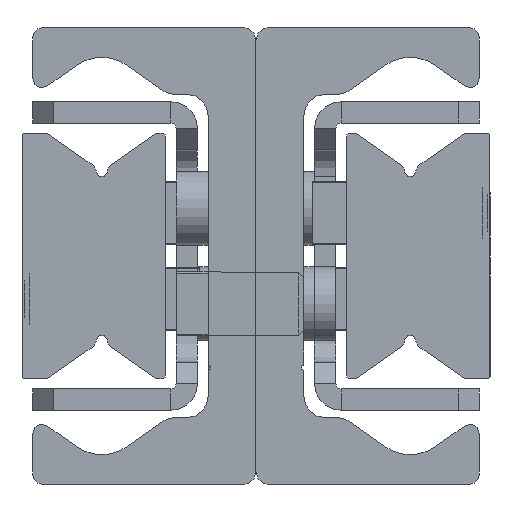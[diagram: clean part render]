
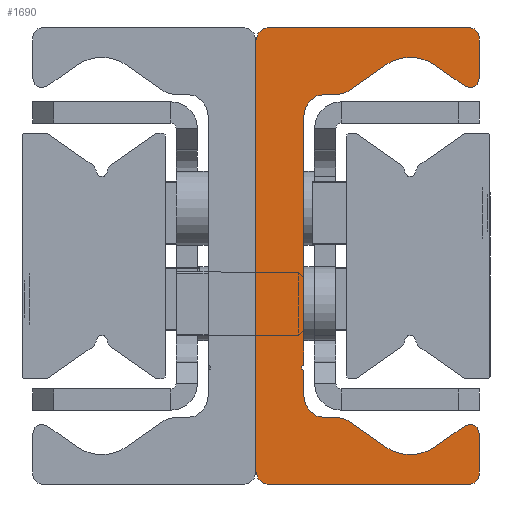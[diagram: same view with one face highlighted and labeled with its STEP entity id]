
A CAD part, left-side view. The second image highlights one B-rep face of the part: STEP entity #1690.
In plain terms, the highlighted planar face has unit normal (-1, 0, 0).
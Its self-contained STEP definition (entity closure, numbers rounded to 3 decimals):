
#739=CARTESIAN_POINT('',(0.0,9.25,-21.5));
#740=VERTEX_POINT('',#739);
#747=CARTESIAN_POINT('',(0.0,10.5,-20.25));
#748=VERTEX_POINT('',#747);
#749=CARTESIAN_POINT('',(0.0,9.25,-20.25));
#750=DIRECTION('',(1.0,0.0,0.0));
#751=DIRECTION('',(0.0,0.0,-1.0));
#752=AXIS2_PLACEMENT_3D('',#749,#750,#751);
#753=CIRCLE('',#752,1.25);
#754=EDGE_CURVE('',#740,#748,#753,.T.);
#778=CARTESIAN_POINT('',(0.0,-9.5,-21.5));
#779=VERTEX_POINT('',#778);
#786=CARTESIAN_POINT('',(0.0,-9.5,-21.5));
#787=DIRECTION('',(0.0,1.0,0.0));
#788=VECTOR('',#787,18.75);
#789=LINE('',#786,#788);
#790=EDGE_CURVE('',#779,#740,#789,.T.);
#810=CARTESIAN_POINT('',(0.0,-10.5,-20.5));
#811=VERTEX_POINT('',#810);
#818=CARTESIAN_POINT('',(0.0,-9.5,-20.5));
#819=DIRECTION('',(1.0,0.0,0.0));
#820=DIRECTION('',(0.0,-1.0,0.0));
#821=AXIS2_PLACEMENT_3D('',#818,#819,#820);
#822=CIRCLE('',#821,1.0);
#823=EDGE_CURVE('',#811,#779,#822,.T.);
#842=CARTESIAN_POINT('',(0.0,-10.5,-16.65));
#843=VERTEX_POINT('',#842);
#850=CARTESIAN_POINT('',(0.0,-10.5,-16.65));
#851=DIRECTION('',(0.0,0.0,-1.0));
#852=VECTOR('',#851,3.85);
#853=LINE('',#850,#852);
#854=EDGE_CURVE('',#843,#811,#853,.T.);
#874=CARTESIAN_POINT('',(0.0,-9.162,-15.954));
#875=VERTEX_POINT('',#874);
#882=CARTESIAN_POINT('',(0.0,-9.65,-16.65));
#883=DIRECTION('',(1.0,0.0,0.0));
#884=DIRECTION('',(0.0,0.574,0.819));
#885=AXIS2_PLACEMENT_3D('',#882,#883,#884);
#886=CIRCLE('',#885,0.85);
#887=EDGE_CURVE('',#875,#843,#886,.T.);
#906=CARTESIAN_POINT('',(0.0,-6.294,-17.962));
#907=VERTEX_POINT('',#906);
#914=CARTESIAN_POINT('',(0.0,-6.294,-17.962));
#915=DIRECTION('',(0.0,-0.819,0.574));
#916=VECTOR('',#915,3.501);
#917=LINE('',#914,#916);
#918=EDGE_CURVE('',#907,#875,#917,.T.);
#938=CARTESIAN_POINT('',(0.0,-1.706,-17.962));
#939=VERTEX_POINT('',#938);
#946=CARTESIAN_POINT('',(0.0,-4.,-14.685));
#947=DIRECTION('',(-1.0,0.0,0.0));
#948=DIRECTION('',(0.0,0.574,0.819));
#949=AXIS2_PLACEMENT_3D('',#946,#947,#948);
#950=CIRCLE('',#949,4.0);
#951=EDGE_CURVE('',#939,#907,#950,.T.);
#970=CARTESIAN_POINT('',(0.0,1.722,-15.562));
#971=VERTEX_POINT('',#970);
#978=CARTESIAN_POINT('',(0.0,1.722,-15.562));
#979=DIRECTION('',(0.0,-0.819,-0.574));
#980=VECTOR('',#979,4.185);
#981=LINE('',#978,#980);
#982=EDGE_CURVE('',#971,#939,#981,.T.);
#1002=CARTESIAN_POINT('',(0.0,2.869,-15.2));
#1003=VERTEX_POINT('',#1002);
#1010=CARTESIAN_POINT('',(0.0,2.869,-17.2));
#1011=DIRECTION('',(1.0,0.0,0.0));
#1012=DIRECTION('',(0.0,0.0,1.0));
#1013=AXIS2_PLACEMENT_3D('',#1010,#1011,#1012);
#1014=CIRCLE('',#1013,2.0);
#1015=EDGE_CURVE('',#1003,#971,#1014,.T.);
#1034=CARTESIAN_POINT('',(0.0,4.,-15.2));
#1035=VERTEX_POINT('',#1034);
#1042=CARTESIAN_POINT('',(0.0,4.,-15.2));
#1043=DIRECTION('',(0.0,-1.0,0.0));
#1044=VECTOR('',#1043,1.131);
#1045=LINE('',#1042,#1044);
#1046=EDGE_CURVE('',#1035,#1003,#1045,.T.);
#1066=CARTESIAN_POINT('',(0.0,6.,-13.2));
#1067=VERTEX_POINT('',#1066);
#1074=CARTESIAN_POINT('',(0.0,4.,-13.2));
#1075=DIRECTION('',(-1.0,0.0,0.0));
#1076=DIRECTION('',(0.0,0.0,1.0));
#1077=AXIS2_PLACEMENT_3D('',#1074,#1075,#1076);
#1078=CIRCLE('',#1077,2.0);
#1079=EDGE_CURVE('',#1067,#1035,#1078,.T.);
#1098=CARTESIAN_POINT('',(0.0,6.,-10.75));
#1099=VERTEX_POINT('',#1098);
#1106=CARTESIAN_POINT('',(0.0,6.,-10.75));
#1107=DIRECTION('',(0.0,0.0,-1.0));
#1108=VECTOR('',#1107,2.45);
#1109=LINE('',#1106,#1108);
#1110=EDGE_CURVE('',#1099,#1067,#1109,.T.);
#1130=CARTESIAN_POINT('',(0.0,6.,-10.25));
#1131=VERTEX_POINT('',#1130);
#1138=CARTESIAN_POINT('',(0.0,6.,-10.5));
#1139=DIRECTION('',(-1.0,0.0,0.0));
#1140=DIRECTION('',(0.0,0.0,1.0));
#1141=AXIS2_PLACEMENT_3D('',#1138,#1139,#1140);
#1142=CIRCLE('',#1141,0.25);
#1143=EDGE_CURVE('',#1131,#1099,#1142,.T.);
#1162=CARTESIAN_POINT('',(0.0,6.,13.2));
#1163=VERTEX_POINT('',#1162);
#1170=CARTESIAN_POINT('',(0.0,6.,13.2));
#1171=DIRECTION('',(0.0,0.0,-1.0));
#1172=VECTOR('',#1171,23.45);
#1173=LINE('',#1170,#1172);
#1174=EDGE_CURVE('',#1163,#1131,#1173,.T.);
#1245=CARTESIAN_POINT('',(0.0,4.,15.2));
#1246=VERTEX_POINT('',#1245);
#1253=CARTESIAN_POINT('',(0.0,4.,13.2));
#1254=DIRECTION('',(-1.0,0.0,0.0));
#1255=DIRECTION('',(0.0,-1.0,0.0));
#1256=AXIS2_PLACEMENT_3D('',#1253,#1254,#1255);
#1257=CIRCLE('',#1256,2.);
#1258=EDGE_CURVE('',#1246,#1163,#1257,.T.);
#1277=CARTESIAN_POINT('',(0.0,2.869,15.2));
#1278=VERTEX_POINT('',#1277);
#1285=CARTESIAN_POINT('',(0.0,2.869,15.2));
#1286=DIRECTION('',(0.0,1.0,0.0));
#1287=VECTOR('',#1286,1.131);
#1288=LINE('',#1285,#1287);
#1289=EDGE_CURVE('',#1278,#1246,#1288,.T.);
#1309=CARTESIAN_POINT('',(0.0,1.722,15.562));
#1310=VERTEX_POINT('',#1309);
#1317=CARTESIAN_POINT('',(0.0,2.869,17.2));
#1318=DIRECTION('',(1.0,0.0,0.0));
#1319=DIRECTION('',(0.0,-0.574,-0.819));
#1320=AXIS2_PLACEMENT_3D('',#1317,#1318,#1319);
#1321=CIRCLE('',#1320,2.0);
#1322=EDGE_CURVE('',#1310,#1278,#1321,.T.);
#1341=CARTESIAN_POINT('',(0.0,-1.706,17.962));
#1342=VERTEX_POINT('',#1341);
#1349=CARTESIAN_POINT('',(0.0,-1.706,17.962));
#1350=DIRECTION('',(0.0,0.819,-0.574));
#1351=VECTOR('',#1350,4.185);
#1352=LINE('',#1349,#1351);
#1353=EDGE_CURVE('',#1342,#1310,#1352,.T.);
#1373=CARTESIAN_POINT('',(0.0,-6.294,17.962));
#1374=VERTEX_POINT('',#1373);
#1381=CARTESIAN_POINT('',(0.0,-4.,14.685));
#1382=DIRECTION('',(-1.0,0.0,0.0));
#1383=DIRECTION('',(0.0,-0.574,-0.819));
#1384=AXIS2_PLACEMENT_3D('',#1381,#1382,#1383);
#1385=CIRCLE('',#1384,4.0);
#1386=EDGE_CURVE('',#1374,#1342,#1385,.T.);
#1405=CARTESIAN_POINT('',(0.0,-9.162,15.954));
#1406=VERTEX_POINT('',#1405);
#1413=CARTESIAN_POINT('',(0.0,-9.162,15.954));
#1414=DIRECTION('',(0.0,0.819,0.574));
#1415=VECTOR('',#1414,3.501);
#1416=LINE('',#1413,#1415);
#1417=EDGE_CURVE('',#1406,#1374,#1416,.T.);
#1437=CARTESIAN_POINT('',(0.0,-10.5,16.65));
#1438=VERTEX_POINT('',#1437);
#1445=CARTESIAN_POINT('',(0.0,-9.65,16.65));
#1446=DIRECTION('',(1.0,0.0,0.0));
#1447=DIRECTION('',(0.0,-1.0,0.0));
#1448=AXIS2_PLACEMENT_3D('',#1445,#1446,#1447);
#1449=CIRCLE('',#1448,0.85);
#1450=EDGE_CURVE('',#1438,#1406,#1449,.T.);
#1469=CARTESIAN_POINT('',(0.0,-10.5,20.5));
#1470=VERTEX_POINT('',#1469);
#1477=CARTESIAN_POINT('',(0.0,-10.5,20.5));
#1478=DIRECTION('',(0.0,0.0,-1.0));
#1479=VECTOR('',#1478,3.85);
#1480=LINE('',#1477,#1479);
#1481=EDGE_CURVE('',#1470,#1438,#1480,.T.);
#1501=CARTESIAN_POINT('',(0.0,-9.5,21.5));
#1502=VERTEX_POINT('',#1501);
#1509=CARTESIAN_POINT('',(0.0,-9.5,20.5));
#1510=DIRECTION('',(1.0,0.0,0.0));
#1511=DIRECTION('',(0.0,0.0,1.0));
#1512=AXIS2_PLACEMENT_3D('',#1509,#1510,#1511);
#1513=CIRCLE('',#1512,1.0);
#1514=EDGE_CURVE('',#1502,#1470,#1513,.T.);
#1533=CARTESIAN_POINT('',(0.0,9.25,21.5));
#1534=VERTEX_POINT('',#1533);
#1541=CARTESIAN_POINT('',(0.0,9.25,21.5));
#1542=DIRECTION('',(0.0,-1.0,0.0));
#1543=VECTOR('',#1542,18.75);
#1544=LINE('',#1541,#1543);
#1545=EDGE_CURVE('',#1534,#1502,#1544,.T.);
#1565=CARTESIAN_POINT('',(0.0,10.5,20.25));
#1566=VERTEX_POINT('',#1565);
#1573=CARTESIAN_POINT('',(0.0,9.25,20.25));
#1574=DIRECTION('',(1.0,0.0,0.0));
#1575=DIRECTION('',(0.0,1.0,0.0));
#1576=AXIS2_PLACEMENT_3D('',#1573,#1574,#1575);
#1577=CIRCLE('',#1576,1.25);
#1578=EDGE_CURVE('',#1566,#1534,#1577,.T.);
#1596=CARTESIAN_POINT('',(0.0,10.5,-20.25));
#1597=DIRECTION('',(0.0,0.0,1.0));
#1598=VECTOR('',#1597,40.5);
#1599=LINE('',#1596,#1598);
#1600=EDGE_CURVE('',#748,#1566,#1599,.T.);
#1657=CARTESIAN_POINT('',(0.0,2.66,-0.019));
#1658=DIRECTION('',(1.0,0.0,0.0));
#1659=DIRECTION('',(0.0,0.0,-1.0));
#1660=AXIS2_PLACEMENT_3D('',#1657,#1658,#1659);
#1661=PLANE('',#1660);
#1662=ORIENTED_EDGE('',*,*,#1600,.F.);
#1663=ORIENTED_EDGE('',*,*,#754,.F.);
#1664=ORIENTED_EDGE('',*,*,#790,.F.);
#1665=ORIENTED_EDGE('',*,*,#823,.F.);
#1666=ORIENTED_EDGE('',*,*,#854,.F.);
#1667=ORIENTED_EDGE('',*,*,#887,.F.);
#1668=ORIENTED_EDGE('',*,*,#918,.F.);
#1669=ORIENTED_EDGE('',*,*,#951,.F.);
#1670=ORIENTED_EDGE('',*,*,#982,.F.);
#1671=ORIENTED_EDGE('',*,*,#1015,.F.);
#1672=ORIENTED_EDGE('',*,*,#1046,.F.);
#1673=ORIENTED_EDGE('',*,*,#1079,.F.);
#1674=ORIENTED_EDGE('',*,*,#1110,.F.);
#1675=ORIENTED_EDGE('',*,*,#1143,.F.);
#1676=ORIENTED_EDGE('',*,*,#1174,.F.);
#1677=ORIENTED_EDGE('',*,*,#1258,.F.);
#1678=ORIENTED_EDGE('',*,*,#1289,.F.);
#1679=ORIENTED_EDGE('',*,*,#1322,.F.);
#1680=ORIENTED_EDGE('',*,*,#1353,.F.);
#1681=ORIENTED_EDGE('',*,*,#1386,.F.);
#1682=ORIENTED_EDGE('',*,*,#1417,.F.);
#1683=ORIENTED_EDGE('',*,*,#1450,.F.);
#1684=ORIENTED_EDGE('',*,*,#1481,.F.);
#1685=ORIENTED_EDGE('',*,*,#1514,.F.);
#1686=ORIENTED_EDGE('',*,*,#1545,.F.);
#1687=ORIENTED_EDGE('',*,*,#1578,.F.);
#1688=EDGE_LOOP('',(#1662,#1663,#1664,#1665,#1666,#1667,#1668,#1669,#1670,#1671,#1672,#1673,#1674,#1675,#1676,#1677,#1678,#1679,#1680,#1681,#1682,#1683,#1684,#1685,#1686,#1687));
#1689=FACE_OUTER_BOUND('',#1688,.T.);
#1690=ADVANCED_FACE('',(#1689),#1661,.F.);
